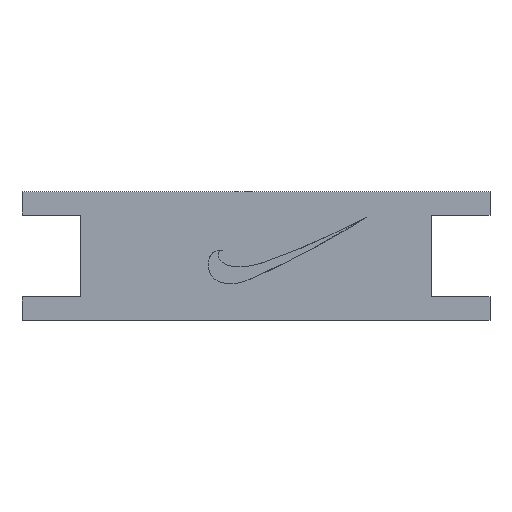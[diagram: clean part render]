
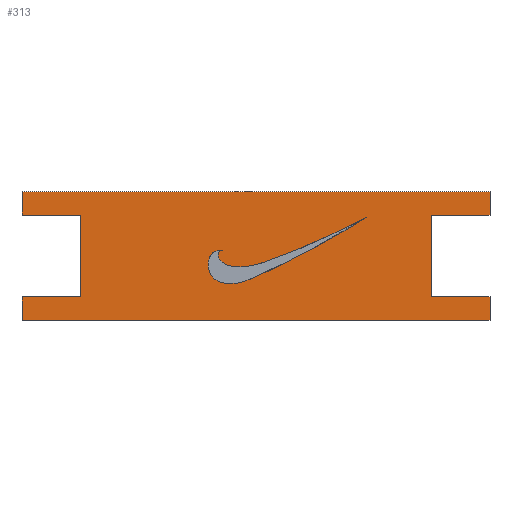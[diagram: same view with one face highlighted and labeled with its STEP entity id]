
A CAD part, top view. The second image highlights one B-rep face of the part: STEP entity #313.
In plain terms, the highlighted planar face has unit normal (0, 0, 1).
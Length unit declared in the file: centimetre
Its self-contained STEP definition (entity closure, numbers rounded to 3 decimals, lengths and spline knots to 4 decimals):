
#2 = LINE ( 'NONE', #90, #110 ) ;
#3 = CARTESIAN_POINT ( 'NONE',  ( 10.1687, -2.198, 0.1496 ) ) ;
#8 = DIRECTION ( 'NONE',  ( 0., 1., 0. ) ) ;
#10 = FACE_BOUND ( 'NONE', #247, .T. ) ;
#12 = CARTESIAN_POINT ( 'NONE',  ( 4.125, -1.1768, 0.1496 ) ) ;
#21 = CARTESIAN_POINT ( 'NONE',  ( 0.1687, -2.198, 0.1496 ) ) ;
#26 = EDGE_CURVE ( 'NONE', #252, #452, #448, .T. ) ;
#34 = CARTESIAN_POINT ( 'NONE',  ( 8.9187, -0.448, 0.1496 ) ) ;
#46 = DIRECTION ( 'NONE',  ( -1., 0., 0. ) ) ;
#49 = CARTESIAN_POINT ( 'NONE',  ( 10.1687, -2.198, 0.1496 ) ) ;
#51 = CARTESIAN_POINT ( 'NONE',  ( 0.1687, 0.052, 0.1496 ) ) ;
#55 = DIRECTION ( 'NONE',  ( -1., 0., 0. ) ) ;
#57 = CARTESIAN_POINT ( 'NONE',  ( 10.1687, -0.448, 0.1496 ) ) ;
#58 = ORIENTED_EDGE ( 'NONE', *, *, #151, .T. ) ;
#61 = VERTEX_POINT ( 'NONE', #524 ) ;
#63 = CARTESIAN_POINT ( 'NONE',  ( 8.9187, -0.448, 0.1496 ) ) ;
#73 = CARTESIAN_POINT ( 'NONE',  ( 7.5269, -0.4933, 0.1496 ) ) ;
#87 = CARTESIAN_POINT ( 'NONE',  ( 10.1687, 0.052, 0.1496 ) ) ;
#89 = CARTESIAN_POINT ( 'NONE',  ( 6.9675, -0.79, 0.1496 ) ) ;
#90 = CARTESIAN_POINT ( 'NONE',  ( 8.9187, -2.198, 0.1496 ) ) ;
#92 = DIRECTION ( 'NONE',  ( -1., 0., 0. ) ) ;
#96 = DIRECTION ( 'NONE',  ( 0., 0., -1. ) ) ;
#99 = VECTOR ( 'NONE', #464, 100. ) ;
#101 = FACE_OUTER_BOUND ( 'NONE', #463, .T. ) ;
#103 = EDGE_CURVE ( 'NONE', #61, #433, #554, .T. ) ;
#106 = EDGE_CURVE ( 'NONE', #502, #388, #564, .T. ) ;
#110 = VECTOR ( 'NONE', #46, 100. ) ;
#113 = DIRECTION ( 'NONE',  ( 0., -1., 0. ) ) ;
#117 = CARTESIAN_POINT ( 'NONE',  ( 0.1687, 0.052, 0.1496 ) ) ;
#129 = VECTOR ( 'NONE', #113, 100. ) ;
#131 = LINE ( 'NONE', #87, #383 ) ;
#133 = EDGE_CURVE ( 'NONE', #452, #471, #195, .T. ) ;
#139 = CARTESIAN_POINT ( 'NONE',  ( 4.7468, -1.9529, 0.1496 ) ) ;
#141 = LINE ( 'NONE', #49, #209 ) ;
#148 = VERTEX_POINT ( 'NONE', #308 ) ;
#151 = EDGE_CURVE ( 'NONE', #388, #148, #444, .T. ) ;
#153 = VECTOR ( 'NONE', #92, 100. ) ;
#162 = DIRECTION ( 'NONE',  ( 0., -1., 0. ) ) ;
#171 = VECTOR ( 'NONE', #395, 100. ) ;
#175 = CARTESIAN_POINT ( 'NONE',  ( 7.5269, -0.4933, 0.1496 ) ) ;
#178 = LINE ( 'NONE', #213, #171 ) ;
#189 = ORIENTED_EDGE ( 'NONE', *, *, #222, .T. ) ;
#192 = EDGE_CURVE ( 'NONE', #290, #457, #268, .T. ) ;
#195 = LINE ( 'NONE', #117, #99 ) ;
#205 = EDGE_CURVE ( 'NONE', #346, #252, #131, .T. ) ;
#209 = VECTOR ( 'NONE', #8, 100. ) ;
#213 = CARTESIAN_POINT ( 'NONE',  ( 8.9187, -0.448, 0.1496 ) ) ;
#218 = VECTOR ( 'NONE', #409, 100. ) ;
#222 = EDGE_CURVE ( 'NONE', #543, #290, #2, .T. ) ;
#229 = ORIENTED_EDGE ( 'NONE', *, *, #535, .T. ) ;
#245 = B_SPLINE_CURVE_WITH_KNOTS ( 'NONE', 3,
 ( #370, #12, #541, #139, #323, #501, #547 ),
 .UNSPECIFIED., .F., .F.,
 ( 4, 1, 1, 1, 4 ),
 ( 0., 0.1632, 0.2918, 0.3883, 1. ),
 .UNSPECIFIED. ) ;
#247 = EDGE_LOOP ( 'NONE', ( #364, #481 ) ) ;
#250 = EDGE_CURVE ( 'NONE', #433, #502, #441, .T. ) ;
#252 = VERTEX_POINT ( 'NONE', #536 ) ;
#254 = CARTESIAN_POINT ( 'NONE',  ( 4.258, -1.1914, 0.1496 ) ) ;
#257 = VECTOR ( 'NONE', #358, 100. ) ;
#261 = CARTESIAN_POINT ( 'NONE',  ( 6.2952, -1.1125, 0.1496 ) ) ;
#263 = CARTESIAN_POINT ( 'NONE',  ( 0.1687, -2.698, 0.1496 ) ) ;
#264 = DIRECTION ( 'NONE',  ( 1., 0., 0. ) ) ;
#268 = LINE ( 'NONE', #34, #362 ) ;
#274 = B_SPLINE_CURVE_WITH_KNOTS ( 'NONE', 3,
 ( #175, #89, #261, #443, #254, #531 ),
 .UNSPECIFIED., .F., .F.,
 ( 4, 1, 1, 4 ),
 ( 0., 0.4074, 0.4822, 1. ),
 .UNSPECIFIED. ) ;
#275 = ORIENTED_EDGE ( 'NONE', *, *, #133, .T. ) ;
#286 = ORIENTED_EDGE ( 'NONE', *, *, #103, .T. ) ;
#290 = VERTEX_POINT ( 'NONE', #454 ) ;
#295 = VECTOR ( 'NONE', #162, 100. ) ;
#303 = ORIENTED_EDGE ( 'NONE', *, *, #192, .T. ) ;
#308 = CARTESIAN_POINT ( 'NONE',  ( 10.1687, -2.698, 0.1496 ) ) ;
#313 = ADVANCED_FACE ( 'NONE', ( #10, #101 ), #408, .F. ) ;
#323 = CARTESIAN_POINT ( 'NONE',  ( 5.8438, -1.4692, 0.1496 ) ) ;
#327 = EDGE_CURVE ( 'NONE', #148, #543, #141, .T. ) ;
#329 = ORIENTED_EDGE ( 'NONE', *, *, #26, .T. ) ;
#336 = ORIENTED_EDGE ( 'NONE', *, *, #205, .T. ) ;
#337 = CARTESIAN_POINT ( 'NONE',  ( 0.1687, -2.198, 0.1496 ) ) ;
#341 = CARTESIAN_POINT ( 'NONE',  ( 1.4187, -0.448, 0.1496 ) ) ;
#345 = CARTESIAN_POINT ( 'NONE',  ( 0.1687, 0.052, 0.1496 ) ) ;
#346 = VERTEX_POINT ( 'NONE', #57 ) ;
#355 = EDGE_CURVE ( 'NONE', #385, #413, #245, .T. ) ;
#358 = DIRECTION ( 'NONE',  ( 1., 0., 0. ) ) ;
#362 = VECTOR ( 'NONE', #442, 100. ) ;
#364 = ORIENTED_EDGE ( 'NONE', *, *, #537, .F. ) ;
#365 = CARTESIAN_POINT ( 'NONE',  ( 4.4437, -1.1961, 0.1496 ) ) ;
#370 = CARTESIAN_POINT ( 'NONE',  ( 4.4437, -1.1961, 0.1496 ) ) ;
#383 = VECTOR ( 'NONE', #532, 100. ) ;
#385 = VERTEX_POINT ( 'NONE', #365 ) ;
#388 = VERTEX_POINT ( 'NONE', #496 ) ;
#395 = DIRECTION ( 'NONE',  ( 1., 0., 0. ) ) ;
#404 = CARTESIAN_POINT ( 'NONE',  ( 0.1687, -2.198, 0.1496 ) ) ;
#408 = PLANE ( 'NONE',  #460 ) ;
#409 = DIRECTION ( 'NONE',  ( -1., 0., 0. ) ) ;
#413 = VERTEX_POINT ( 'NONE', #73 ) ;
#420 = VECTOR ( 'NONE', #264, 100. ) ;
#427 = ORIENTED_EDGE ( 'NONE', *, *, #106, .T. ) ;
#433 = VERTEX_POINT ( 'NONE', #462 ) ;
#435 = CARTESIAN_POINT ( 'NONE',  ( 1.4187, -0.448, 0.1496 ) ) ;
#436 = ORIENTED_EDGE ( 'NONE', *, *, #561, .T. ) ;
#439 = ORIENTED_EDGE ( 'NONE', *, *, #250, .T. ) ;
#441 = LINE ( 'NONE', #404, #153 ) ;
#442 = DIRECTION ( 'NONE',  ( 0., 1., 0. ) ) ;
#443 = CARTESIAN_POINT ( 'NONE',  ( 4.3493, -1.821, 0.1496 ) ) ;
#444 = LINE ( 'NONE', #263, #257 ) ;
#448 = LINE ( 'NONE', #51, #218 ) ;
#452 = VERTEX_POINT ( 'NONE', #345 ) ;
#454 = CARTESIAN_POINT ( 'NONE',  ( 8.9187, -2.198, 0.1496 ) ) ;
#456 = CARTESIAN_POINT ( 'NONE',  ( 2.5842, -0.6602, 0.1496 ) ) ;
#457 = VERTEX_POINT ( 'NONE', #63 ) ;
#460 = AXIS2_PLACEMENT_3D ( 'NONE', #456, #96, #55 ) ;
#462 = CARTESIAN_POINT ( 'NONE',  ( 1.4187, -2.198, 0.1496 ) ) ;
#463 = EDGE_LOOP ( 'NONE', ( #275, #436, #286, #439, #427, #58, #540, #189, #303, #229, #336, #329 ) ) ;
#464 = DIRECTION ( 'NONE',  ( 0., -1., 0. ) ) ;
#471 = VERTEX_POINT ( 'NONE', #558 ) ;
#481 = ORIENTED_EDGE ( 'NONE', *, *, #355, .F. ) ;
#487 = LINE ( 'NONE', #435, #420 ) ;
#496 = CARTESIAN_POINT ( 'NONE',  ( 0.1687, -2.698, 0.1496 ) ) ;
#501 = CARTESIAN_POINT ( 'NONE',  ( 6.7841, -0.9794, 0.1496 ) ) ;
#502 = VERTEX_POINT ( 'NONE', #21 ) ;
#524 = CARTESIAN_POINT ( 'NONE',  ( 1.4187, -0.448, 0.1496 ) ) ;
#531 = CARTESIAN_POINT ( 'NONE',  ( 4.4437, -1.1961, 0.1496 ) ) ;
#532 = DIRECTION ( 'NONE',  ( 0., 1., 0. ) ) ;
#535 = EDGE_CURVE ( 'NONE', #457, #346, #178, .T. ) ;
#536 = CARTESIAN_POINT ( 'NONE',  ( 10.1687, 0.052, 0.1496 ) ) ;
#537 = EDGE_CURVE ( 'NONE', #413, #385, #274, .T. ) ;
#540 = ORIENTED_EDGE ( 'NONE', *, *, #327, .T. ) ;
#541 = CARTESIAN_POINT ( 'NONE',  ( 4.0421, -1.8687, 0.1496 ) ) ;
#543 = VERTEX_POINT ( 'NONE', #3 ) ;
#547 = CARTESIAN_POINT ( 'NONE',  ( 7.5269, -0.4933, 0.1496 ) ) ;
#554 = LINE ( 'NONE', #341, #129 ) ;
#558 = CARTESIAN_POINT ( 'NONE',  ( 0.1687, -0.448, 0.1496 ) ) ;
#561 = EDGE_CURVE ( 'NONE', #471, #61, #487, .T. ) ;
#564 = LINE ( 'NONE', #337, #295 ) ;
